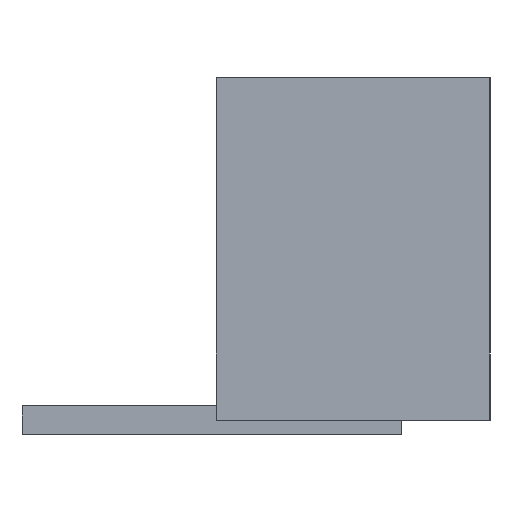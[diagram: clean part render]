
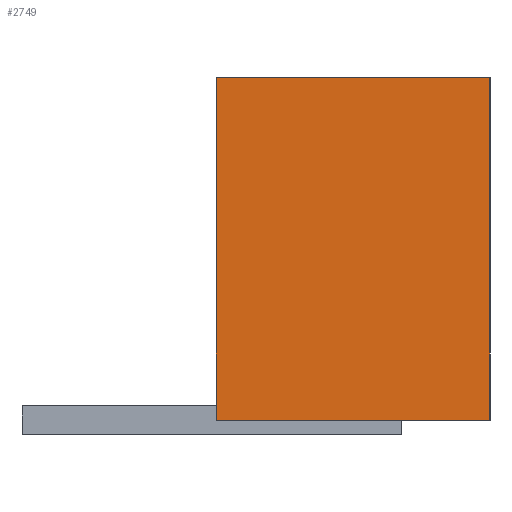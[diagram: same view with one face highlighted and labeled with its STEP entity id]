
A CAD part, left-side view. The second image highlights one B-rep face of the part: STEP entity #2749.
In plain terms, the highlighted planar face has unit normal (-1, 0, 0).
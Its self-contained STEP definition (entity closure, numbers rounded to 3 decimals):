
#11 = DIRECTION ( 'NONE',  ( 0., 0., -1. ) ) ;
#17 = CARTESIAN_POINT ( 'NONE',  ( -6., -2.4, 6. ) ) ;
#87 = CARTESIAN_POINT ( 'NONE',  ( -6., 2.4, 0. ) ) ;
#163 = ORIENTED_EDGE ( 'NONE', *, *, #229, .T. ) ;
#229 = EDGE_CURVE ( 'NONE', #672, #1860, #1853, .T. ) ;
#300 = VERTEX_POINT ( 'NONE', #17 ) ;
#306 = VECTOR ( 'NONE', #2380, 1000. ) ;
#352 = CARTESIAN_POINT ( 'NONE',  ( -6., -2.4, 6. ) ) ;
#579 = DIRECTION ( 'NONE',  ( 1., 0., 0. ) ) ;
#672 = VERTEX_POINT ( 'NONE', #2904 ) ;
#799 = CARTESIAN_POINT ( 'NONE',  ( -6., 2.4, 2. ) ) ;
#913 = VECTOR ( 'NONE', #2720, 1000. ) ;
#916 = ORIENTED_EDGE ( 'NONE', *, *, #2614, .F. ) ;
#1175 = FACE_OUTER_BOUND ( 'NONE', #2850, .T. ) ;
#1260 = AXIS2_PLACEMENT_3D ( 'NONE', #799, #579, #2208 ) ;
#1319 = DIRECTION ( 'NONE',  ( 0., 0., -1. ) ) ;
#1372 = LINE ( 'NONE', #2485, #2743 ) ;
#1529 = EDGE_CURVE ( 'NONE', #1860, #1653, #2142, .T. ) ;
#1653 = VERTEX_POINT ( 'NONE', #1834 ) ;
#1784 = LINE ( 'NONE', #352, #913 ) ;
#1834 = CARTESIAN_POINT ( 'NONE',  ( -6., -2.4, 0. ) ) ;
#1853 = LINE ( 'NONE', #2329, #2956 ) ;
#1860 = VERTEX_POINT ( 'NONE', #87 ) ;
#1885 = CARTESIAN_POINT ( 'NONE',  ( -6., 2.4, 0. ) ) ;
#2142 = LINE ( 'NONE', #1885, #306 ) ;
#2208 = DIRECTION ( 'NONE',  ( 0., 1., 0. ) ) ;
#2329 = CARTESIAN_POINT ( 'NONE',  ( -6., 2.4, 2. ) ) ;
#2372 = PLANE ( 'NONE',  #1260 ) ;
#2380 = DIRECTION ( 'NONE',  ( 0., -1., 0. ) ) ;
#2485 = CARTESIAN_POINT ( 'NONE',  ( -6., -2.4, 2. ) ) ;
#2519 = ORIENTED_EDGE ( 'NONE', *, *, #2847, .F. ) ;
#2566 = ORIENTED_EDGE ( 'NONE', *, *, #1529, .T. ) ;
#2614 = EDGE_CURVE ( 'NONE', #300, #1653, #1372, .T. ) ;
#2720 = DIRECTION ( 'NONE',  ( 0., -1., 0. ) ) ;
#2743 = VECTOR ( 'NONE', #1319, 1000. ) ;
#2749 = ADVANCED_FACE ( 'NONE', ( #1175 ), #2372, .F. ) ;
#2847 = EDGE_CURVE ( 'NONE', #672, #300, #1784, .T. ) ;
#2850 = EDGE_LOOP ( 'NONE', ( #2566, #916, #2519, #163 ) ) ;
#2904 = CARTESIAN_POINT ( 'NONE',  ( -6., 2.4, 6. ) ) ;
#2956 = VECTOR ( 'NONE', #11, 1000. ) ;
